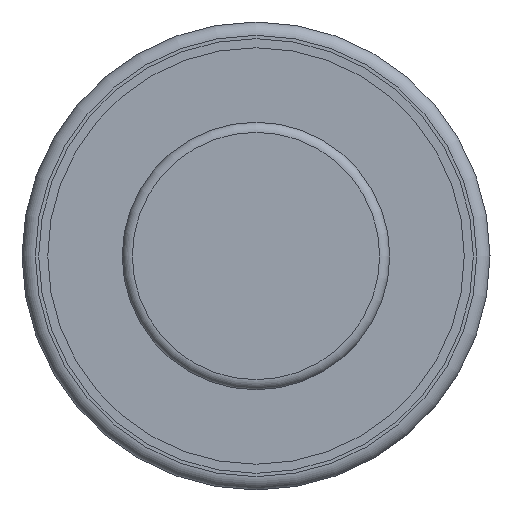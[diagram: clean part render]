
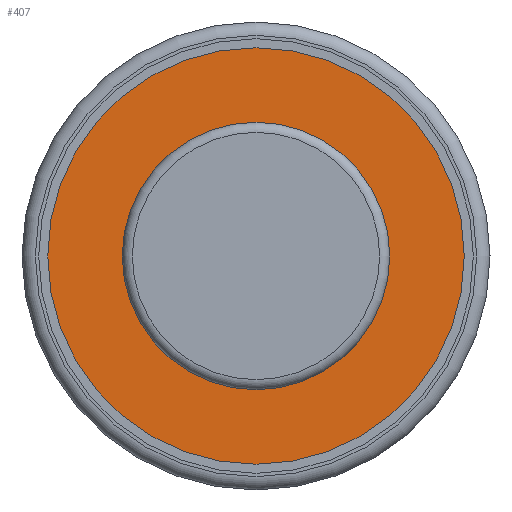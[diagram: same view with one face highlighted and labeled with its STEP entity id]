
A CAD part, front view. The second image highlights one B-rep face of the part: STEP entity #407.
In plain terms, the highlighted planar face has unit normal (0, -1, 0).
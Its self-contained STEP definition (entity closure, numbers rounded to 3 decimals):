
#60=FACE_BOUND('',#146,.T.);
#106=FACE_OUTER_BOUND('',#145,.T.);
#145=EDGE_LOOP('',(#325));
#146=EDGE_LOOP('',(#326));
#215=CIRCLE('',#452,6.5);
#216=CIRCLE('',#454,4.);
#251=VERTEX_POINT('',#697);
#252=VERTEX_POINT('',#700);
#287=EDGE_CURVE('',#251,#251,#215,.T.);
#288=EDGE_CURVE('',#252,#252,#216,.T.);
#325=ORIENTED_EDGE('',*,*,#287,.T.);
#326=ORIENTED_EDGE('',*,*,#288,.F.);
#395=PLANE('',#453);
#407=ADVANCED_FACE('',(#106,#60),#395,.T.);
#452=AXIS2_PLACEMENT_3D('',#698,#540,#541);
#453=AXIS2_PLACEMENT_3D('',#699,#542,#543);
#454=AXIS2_PLACEMENT_3D('',#701,#544,#545);
#540=DIRECTION('center_axis',(0.,-1.,0.));
#541=DIRECTION('ref_axis',(1.,0.,0.));
#542=DIRECTION('center_axis',(0.,-1.,0.));
#543=DIRECTION('ref_axis',(0.,0.,-1.));
#544=DIRECTION('center_axis',(0.,-1.,0.));
#545=DIRECTION('ref_axis',(1.,0.,0.));
#697=CARTESIAN_POINT('',(6.5,0.489,0.));
#698=CARTESIAN_POINT('Origin',(0.,0.489,0.));
#699=CARTESIAN_POINT('Origin',(4.,0.489,0.));
#700=CARTESIAN_POINT('',(4.,0.489,0.));
#701=CARTESIAN_POINT('Origin',(0.,0.489,0.));
